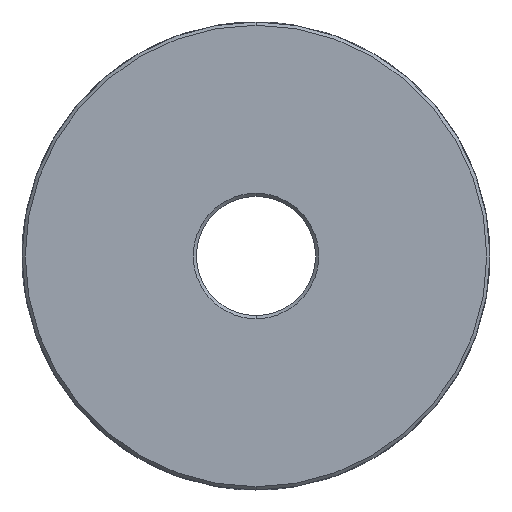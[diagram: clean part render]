
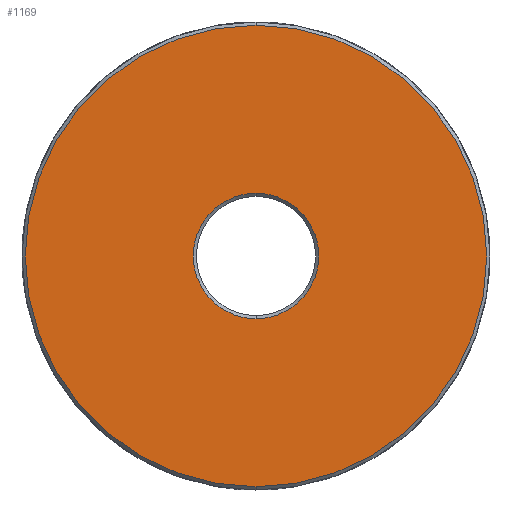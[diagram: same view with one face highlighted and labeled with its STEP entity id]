
A CAD part, left-side view. The second image highlights one B-rep face of the part: STEP entity #1169.
In plain terms, the highlighted planar face has unit normal (-1, 0, 0).
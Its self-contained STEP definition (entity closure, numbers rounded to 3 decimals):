
#533 = EDGE_CURVE ( 'NONE', #10447, #10446, #4226, .T. ) ;
#561 = EDGE_CURVE ( 'NONE', #10445, #10444, #4268, .T. ) ;
#617 = EDGE_CURVE ( 'NONE', #10444, #10445, #4321, .T. ) ;
#619 = EDGE_CURVE ( 'NONE', #10446, #10447, #4324, .T. ) ;
#1169 = ADVANCED_FACE ( 'NONE', ( #6345, #6348 ), #5591, .T. ) ;
#1588 = ORIENTED_EDGE ( 'NONE', *, *, #561, .F. ) ;
#1589 = ORIENTED_EDGE ( 'NONE', *, *, #617, .F. ) ;
#1590 = ORIENTED_EDGE ( 'NONE', *, *, #619, .F. ) ;
#1591 = ORIENTED_EDGE ( 'NONE', *, *, #533, .F. ) ;
#1953 = AXIS2_PLACEMENT_3D ( 'NONE', #3024, #3025, #3026 ) ;
#1967 = AXIS2_PLACEMENT_3D ( 'NONE', #3097, #3099, #3100 ) ;
#3024 = CARTESIAN_POINT ( 'NONE',  ( -39., 0., 0. ) ) ;
#3025 = DIRECTION ( 'NONE',  ( -1., 0., 0. ) ) ;
#3026 = DIRECTION ( 'NONE',  ( 0., 0., -1. ) ) ;
#3097 = CARTESIAN_POINT ( 'NONE',  ( -39., 0., 0. ) ) ;
#3099 = DIRECTION ( 'NONE',  ( 1., 0., 0. ) ) ;
#3100 = DIRECTION ( 'NONE',  ( 0., 0., -1. ) ) ;
#3408 = CARTESIAN_POINT ( 'NONE',  ( -39., 0., 0. ) ) ;
#3409 = DIRECTION ( 'NONE',  ( 1., 0., 0. ) ) ;
#3410 = DIRECTION ( 'NONE',  ( 0., 0., -1. ) ) ;
#3414 = CARTESIAN_POINT ( 'NONE',  ( -39., 0., 0. ) ) ;
#3415 = DIRECTION ( 'NONE',  ( -1., 0., 0. ) ) ;
#3416 = DIRECTION ( 'NONE',  ( 0., 0., -1. ) ) ;
#4226 = CIRCLE ( 'NONE', #1953, 7.381 ) ;
#4268 = CIRCLE ( 'NONE', #1967, 27.119 ) ;
#4321 = CIRCLE ( 'NONE', #4512, 27.119 ) ;
#4324 = CIRCLE ( 'NONE', #4513, 7.381 ) ;
#4512 = AXIS2_PLACEMENT_3D ( 'NONE', #3408, #3409, #3410 ) ;
#4513 = AXIS2_PLACEMENT_3D ( 'NONE', #3414, #3415, #3416 ) ;
#4674 = AXIS2_PLACEMENT_3D ( 'NONE', #5590, #5593, #5594 ) ;
#5590 = CARTESIAN_POINT ( 'NONE',  ( -39., 0., 0. ) ) ;
#5591 = PLANE ( 'NONE',  #4674 ) ;
#5593 = DIRECTION ( 'NONE',  ( -1., 0., 0. ) ) ;
#5594 = DIRECTION ( 'NONE',  ( 0., 0., -1. ) ) ;
#6345 = FACE_OUTER_BOUND ( 'NONE', #10704, .T. ) ;
#6348 = FACE_BOUND ( 'NONE', #10709, .T. ) ;
#8027 = CARTESIAN_POINT ( 'NONE',  ( -39., 0., -27.119 ) ) ;
#8028 = CARTESIAN_POINT ( 'NONE',  ( -39., 0., 27.119 ) ) ;
#8029 = CARTESIAN_POINT ( 'NONE',  ( -39., 0., -7.381 ) ) ;
#8030 = CARTESIAN_POINT ( 'NONE',  ( -39., 0., 7.381 ) ) ;
#10444 = VERTEX_POINT ( 'NONE', #8027 ) ;
#10445 = VERTEX_POINT ( 'NONE', #8028 ) ;
#10446 = VERTEX_POINT ( 'NONE', #8029 ) ;
#10447 = VERTEX_POINT ( 'NONE', #8030 ) ;
#10704 = EDGE_LOOP ( 'NONE', ( #1588, #1589 ) ) ;
#10709 = EDGE_LOOP ( 'NONE', ( #1590, #1591 ) ) ;
